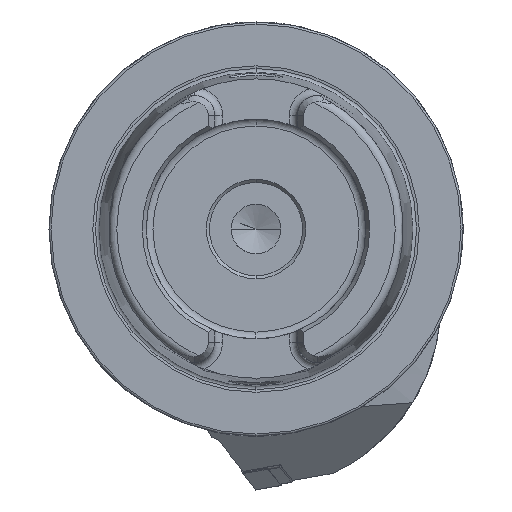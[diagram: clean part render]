
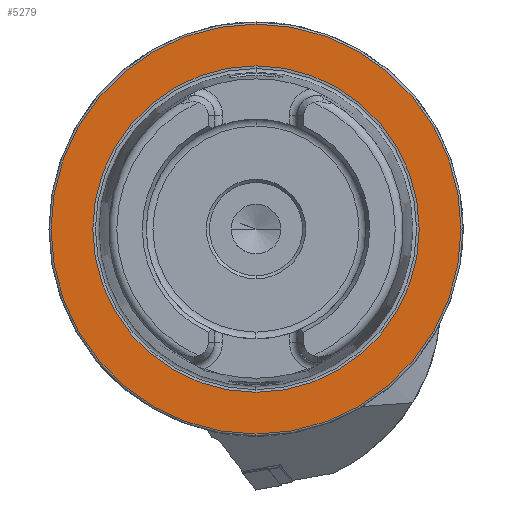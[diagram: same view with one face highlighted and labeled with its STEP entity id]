
A CAD part, left-side view. The second image highlights one B-rep face of the part: STEP entity #5279.
In plain terms, the highlighted planar face has unit normal (-1, 0, 0).
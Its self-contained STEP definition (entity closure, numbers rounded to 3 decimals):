
#619 = VERTEX_POINT ( 'NONE', #8142 ) ;
#676 = VERTEX_POINT ( 'NONE', #8331 ) ;
#691 = VERTEX_POINT ( 'NONE', #8345 ) ;
#727 = VERTEX_POINT ( 'NONE', #8369 ) ;
#1679 = CIRCLE ( 'NONE', #10713, 49.5 ) ;
#1680 = CIRCLE ( 'NONE', #10714, 39.414 ) ;
#1831 = CIRCLE ( 'NONE', #10764, 39.414 ) ;
#1840 = CIRCLE ( 'NONE', #10767, 49.5 ) ;
#2171 = CARTESIAN_POINT ( 'NONE',  ( 0., 0., 0. ) ) ;
#2172 = DIRECTION ( 'NONE',  ( -1., 0., 0. ) ) ;
#2173 = DIRECTION ( 'NONE',  ( 0., 0., 1. ) ) ;
#2180 = CARTESIAN_POINT ( 'NONE',  ( 0., 0., 0. ) ) ;
#2181 = DIRECTION ( 'NONE',  ( -1., 0., 0. ) ) ;
#2182 = DIRECTION ( 'NONE',  ( 0., 0., 1. ) ) ;
#3566 = CARTESIAN_POINT ( 'NONE',  ( 0., 0., 0. ) ) ;
#3567 = DIRECTION ( 'NONE',  ( -1., 0., 0. ) ) ;
#3568 = DIRECTION ( 'NONE',  ( 0., 0., 1. ) ) ;
#3569 = CARTESIAN_POINT ( 'NONE',  ( 0., 0., 0. ) ) ;
#3570 = DIRECTION ( 'NONE',  ( -1., 0., 0. ) ) ;
#3571 = DIRECTION ( 'NONE',  ( 0., 0., 1. ) ) ;
#4619 = CARTESIAN_POINT ( 'NONE',  ( 0., 49.5, 0. ) ) ;
#4622 = PLANE ( 'NONE',  #11173 ) ;
#4624 = DIRECTION ( 'NONE',  ( 1., 0., 0. ) ) ;
#4625 = DIRECTION ( 'NONE',  ( 0., 0., -1. ) ) ;
#5279 = ADVANCED_FACE ( 'NONE', ( #7293, #7302 ), #4622, .F. ) ;
#7293 = FACE_BOUND ( 'NONE', #7952, .T. ) ;
#7302 = FACE_OUTER_BOUND ( 'NONE', #7943, .T. ) ;
#7696 = ORIENTED_EDGE ( 'NONE', *, *, #9669, .F. ) ;
#7697 = ORIENTED_EDGE ( 'NONE', *, *, #9804, .F. ) ;
#7698 = ORIENTED_EDGE ( 'NONE', *, *, #9808, .T. ) ;
#7699 = ORIENTED_EDGE ( 'NONE', *, *, #9668, .T. ) ;
#7943 = EDGE_LOOP ( 'NONE', ( #7698, #7699 ) ) ;
#7952 = EDGE_LOOP ( 'NONE', ( #7696, #7697 ) ) ;
#8142 = CARTESIAN_POINT ( 'NONE',  ( 0., 0., -49.5 ) ) ;
#8331 = CARTESIAN_POINT ( 'NONE',  ( 0., 0., -39.414 ) ) ;
#8345 = CARTESIAN_POINT ( 'NONE',  ( 0., 0., 49.5 ) ) ;
#8369 = CARTESIAN_POINT ( 'NONE',  ( 0., 0., 39.414 ) ) ;
#9668 = EDGE_CURVE ( 'NONE', #619, #691, #1679, .T. ) ;
#9669 = EDGE_CURVE ( 'NONE', #727, #676, #1680, .T. ) ;
#9804 = EDGE_CURVE ( 'NONE', #676, #727, #1831, .T. ) ;
#9808 = EDGE_CURVE ( 'NONE', #691, #619, #1840, .T. ) ;
#10713 = AXIS2_PLACEMENT_3D ( 'NONE', #3566, #3567, #3568 ) ;
#10714 = AXIS2_PLACEMENT_3D ( 'NONE', #3569, #3570, #3571 ) ;
#10764 = AXIS2_PLACEMENT_3D ( 'NONE', #2171, #2172, #2173 ) ;
#10767 = AXIS2_PLACEMENT_3D ( 'NONE', #2180, #2181, #2182 ) ;
#11173 = AXIS2_PLACEMENT_3D ( 'NONE', #4619, #4624, #4625 ) ;
